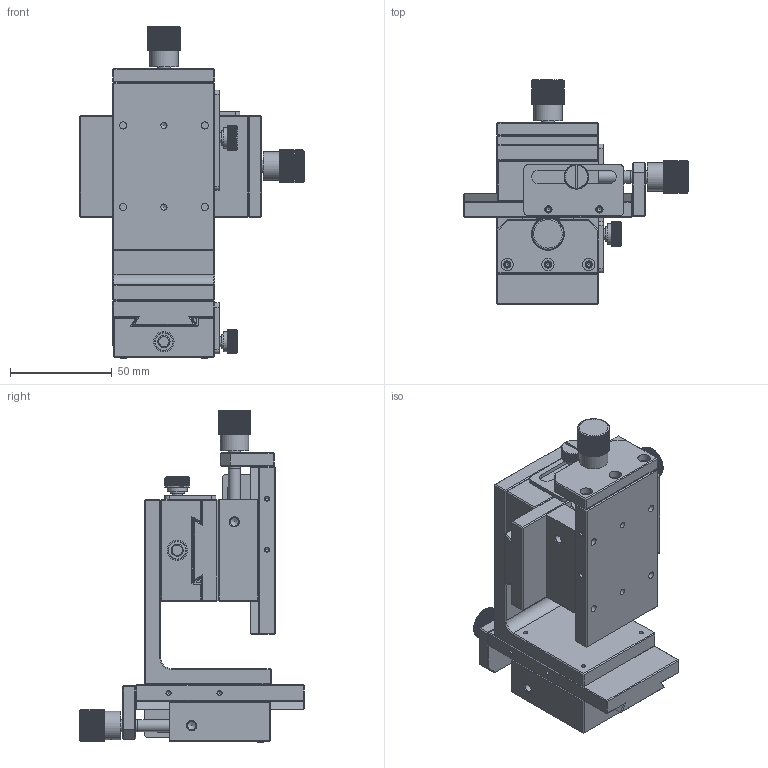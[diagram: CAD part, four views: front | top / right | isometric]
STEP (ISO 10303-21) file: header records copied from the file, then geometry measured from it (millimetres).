
FILE_DESCRIPTION (( 'STEP AP203' ), '1' );
FILE_NAME ('528840.STEP', '2024-10-16T06:14:23', ( 'Windows User' ), ( 'P R C' ), 'SwSTEP 2.0', 'SolidWorks 2020', '' );
FILE_SCHEMA (( 'CONFIG_CONTROL_DESIGN' ));
Products named in the file (1): 528840
Bounding box: 110 x 110 x 162.75 mm (x, y, z)
Volume: 345860.4 mm3; surface area: 117326.5 mm2
Topology: 7 solids, 10 shells, 2566 faces, 6993 edges, 4550 vertices
Faces by surface type: plane 1350, cylinder 1072, cone 141, bspline 3
Full cylindrical faces by diameter (mm): 1.221 x12, 2.013 x37, 2.459 x12, 2.5 x15, 3 x12, 3.4 x4, 3.5 x27, 4.134 x6, 5 x3, 5.94 x3, 5.98 x3, 6 x31, 6.5 x3, 7 x3, 9 x3, 10 x6, 14 x3
Entity records: 80678 total; most frequent: CARTESIAN_POINT 17237, ORIENTED_EDGE 13158, DIRECTION 13080, EDGE_CURVE 6579, AXIS2_PLACEMENT_3D 4795, VERTEX_POINT 4455, LINE 3490, VECTOR 3490
